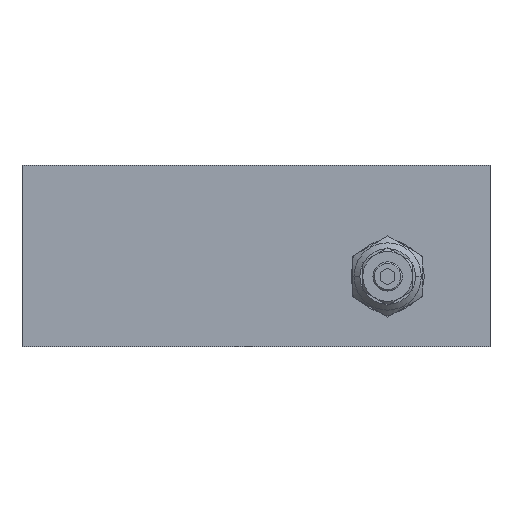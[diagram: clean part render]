
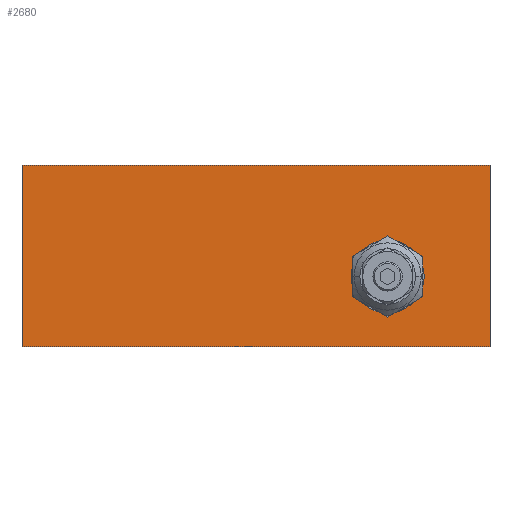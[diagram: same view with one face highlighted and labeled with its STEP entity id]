
A CAD part, left-side view. The second image highlights one B-rep face of the part: STEP entity #2680.
In plain terms, the highlighted planar face has unit normal (-1, 0, 0).
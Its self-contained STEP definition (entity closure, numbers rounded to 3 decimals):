
#1434 = VERTEX_POINT( '', #4244 );
#1534 = VERTEX_POINT( '', #4356 );
#2264 = EDGE_CURVE( '', #1534, #1434, #5144, .T. );
#2680 = ADVANCED_FACE( '', ( #5609, #5610 ), #5611, .F. );
#3232 = EDGE_CURVE( '', #4162, #3332, #6253, .T. );
#3332 = VERTEX_POINT( '', #6364 );
#3510 = VERTEX_POINT( '', #6570 );
#3660 = VERTEX_POINT( '', #6743 );
#3706 = EDGE_CURVE( '', #3332, #4162, #6797, .T. );
#3712 = EDGE_CURVE( '', #3510, #1534, #6805, .T. );
#3810 = EDGE_CURVE( '', #3510, #3660, #6911, .T. );
#3842 = EDGE_CURVE( '', #1434, #3660, #6944, .T. );
#4162 = VERTEX_POINT( '', #7307 );
#4244 = CARTESIAN_POINT( '', ( 279., 0., 45. ) );
#4356 = CARTESIAN_POINT( '', ( 279., 0., 107. ) );
#5144 = LINE( '', #8746, #8747 );
#5609 = FACE_BOUND( '', #9480, .T. );
#5610 = FACE_OUTER_BOUND( '', #9481, .T. );
#5611 = PLANE( '', #9482 );
#6253 = CIRCLE( '', #10415, 12.5 );
#6364 = CARTESIAN_POINT( '', ( 279., 47.5, 69. ) );
#6570 = CARTESIAN_POINT( '', ( 279., 160., 107. ) );
#6743 = CARTESIAN_POINT( '', ( 279., 160., 45. ) );
#6797 = CIRCLE( '', #11217, 12.5 );
#6805 = LINE( '', #11226, #11227 );
#6911 = LINE( '', #11421, #11422 );
#6944 = LINE( '', #11479, #11480 );
#7307 = CARTESIAN_POINT( '', ( 279., 22.5, 69. ) );
#8746 = CARTESIAN_POINT( '', ( 279., 0., 76. ) );
#8747 = VECTOR( '', #13013, 1. );
#9480 = EDGE_LOOP( '', ( #13532, #13533 ) );
#9481 = EDGE_LOOP( '', ( #13534, #13535, #13536, #13537 ) );
#9482 = AXIS2_PLACEMENT_3D( '', #13538, #13539, #13540 );
#10415 = AXIS2_PLACEMENT_3D( '', #14373, #14374, #14375 );
#11217 = AXIS2_PLACEMENT_3D( '', #15074, #15075, #15076 );
#11226 = CARTESIAN_POINT( '', ( 279., 80., 107. ) );
#11227 = VECTOR( '', #15099, 1. );
#11421 = CARTESIAN_POINT( '', ( 279., 160., 76. ) );
#11422 = VECTOR( '', #15218, 1. );
#11479 = CARTESIAN_POINT( '', ( 279., 80., 45. ) );
#11480 = VECTOR( '', #15246, 1. );
#13013 = DIRECTION( '', ( 0., 0., -1. ) );
#13532 = ORIENTED_EDGE( '', *, *, #3706, .T. );
#13533 = ORIENTED_EDGE( '', *, *, #3232, .T. );
#13534 = ORIENTED_EDGE( '', *, *, #3810, .T. );
#13535 = ORIENTED_EDGE( '', *, *, #3842, .F. );
#13536 = ORIENTED_EDGE( '', *, *, #2264, .F. );
#13537 = ORIENTED_EDGE( '', *, *, #3712, .F. );
#13538 = CARTESIAN_POINT( '', ( 279., 80., 76. ) );
#13539 = DIRECTION( '', ( 1., 0., 0. ) );
#13540 = DIRECTION( '', ( 0., 0., -1. ) );
#14373 = CARTESIAN_POINT( '', ( 279., 35., 69. ) );
#14374 = DIRECTION( '', ( 1., 0., 0. ) );
#14375 = DIRECTION( '', ( 0., 1., 0. ) );
#15074 = CARTESIAN_POINT( '', ( 279., 35., 69. ) );
#15075 = DIRECTION( '', ( 1., 0., 0. ) );
#15076 = DIRECTION( '', ( 0., 1., 0. ) );
#15099 = DIRECTION( '', ( 0., -1., 0. ) );
#15218 = DIRECTION( '', ( 0., 0., -1. ) );
#15246 = DIRECTION( '', ( 0., 1., 0. ) );
